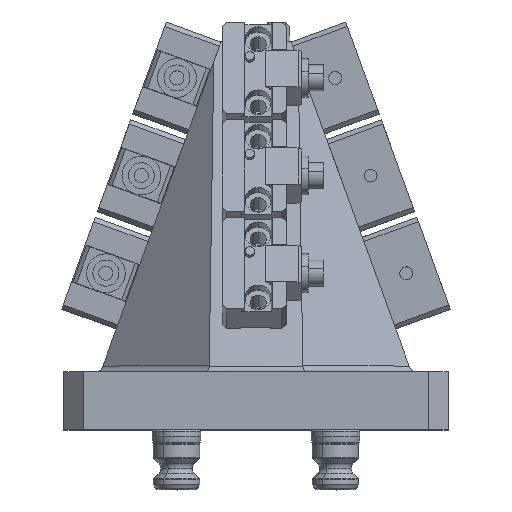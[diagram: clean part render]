
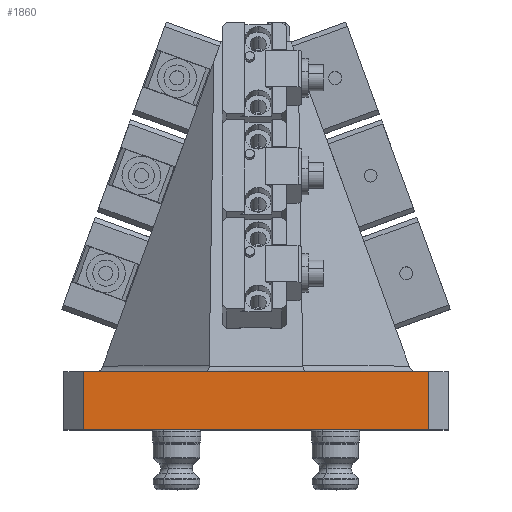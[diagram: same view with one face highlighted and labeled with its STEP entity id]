
A CAD part, top view. The second image highlights one B-rep face of the part: STEP entity #1860.
In plain terms, the highlighted planar face has unit normal (0, 0, 1).
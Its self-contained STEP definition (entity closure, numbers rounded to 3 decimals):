
#170 = CARTESIAN_POINT ( 'NONE',  ( -56.515, 127., 62.865 ) ) ;
#831 = CARTESIAN_POINT ( 'NONE',  ( -56.515, 19.05, 62.865 ) ) ;
#1586 = DIRECTION ( 'NONE',  ( 0., 0., -1. ) ) ;
#1734 = EDGE_LOOP ( 'NONE', ( #5938, #14195, #14246, #3648 ) ) ;
#1822 = VECTOR ( 'NONE', #5244, 1000. ) ;
#1860 = ADVANCED_FACE ( 'NONE', ( #5435 ), #12877, .F. ) ;
#2574 = DIRECTION ( 'NONE',  ( 0., -1., 0. ) ) ;
#3352 = CARTESIAN_POINT ( 'NONE',  ( 56.515, 19.05, 62.865 ) ) ;
#3648 = ORIENTED_EDGE ( 'NONE', *, *, #8214, .T. ) ;
#3792 = LINE ( 'NONE', #13141, #6498 ) ;
#4427 = VECTOR ( 'NONE', #12340, 1000. ) ;
#5244 = DIRECTION ( 'NONE',  ( 1., 0., 0. ) ) ;
#5372 = CARTESIAN_POINT ( 'NONE',  ( 56.515, 0., 62.865 ) ) ;
#5413 = CARTESIAN_POINT ( 'NONE',  ( -62.865, 127., 62.865 ) ) ;
#5435 = FACE_OUTER_BOUND ( 'NONE', #1734, .T. ) ;
#5703 = EDGE_CURVE ( 'NONE', #11269, #9002, #3792, .T. ) ;
#5752 = VECTOR ( 'NONE', #2574, 1000. ) ;
#5902 = CARTESIAN_POINT ( 'NONE',  ( -56.515, 0., 62.865 ) ) ;
#5938 = ORIENTED_EDGE ( 'NONE', *, *, #6563, .F. ) ;
#6498 = VECTOR ( 'NONE', #10909, 1000. ) ;
#6510 = DIRECTION ( 'NONE',  ( -1., 0., 0. ) ) ;
#6563 = EDGE_CURVE ( 'NONE', #9795, #15363, #8447, .T. ) ;
#7745 = LINE ( 'NONE', #9939, #4427 ) ;
#8214 = EDGE_CURVE ( 'NONE', #9002, #15363, #7745, .T. ) ;
#8447 = LINE ( 'NONE', #9027, #1822 ) ;
#8860 = EDGE_CURVE ( 'NONE', #9795, #11269, #13741, .T. ) ;
#9002 = VERTEX_POINT ( 'NONE', #5372 ) ;
#9027 = CARTESIAN_POINT ( 'NONE',  ( -62.865, 19.05, 62.865 ) ) ;
#9795 = VERTEX_POINT ( 'NONE', #831 ) ;
#9939 = CARTESIAN_POINT ( 'NONE',  ( 56.515, 127., 62.865 ) ) ;
#10909 = DIRECTION ( 'NONE',  ( 1., 0., 0. ) ) ;
#11269 = VERTEX_POINT ( 'NONE', #5902 ) ;
#12340 = DIRECTION ( 'NONE',  ( 0., 1., 0. ) ) ;
#12877 = PLANE ( 'NONE',  #13731 ) ;
#13141 = CARTESIAN_POINT ( 'NONE',  ( -62.865, 0., 62.865 ) ) ;
#13731 = AXIS2_PLACEMENT_3D ( 'NONE', #5413, #1586, #6510 ) ;
#13741 = LINE ( 'NONE', #170, #5752 ) ;
#14195 = ORIENTED_EDGE ( 'NONE', *, *, #8860, .T. ) ;
#14246 = ORIENTED_EDGE ( 'NONE', *, *, #5703, .T. ) ;
#15363 = VERTEX_POINT ( 'NONE', #3352 ) ;
